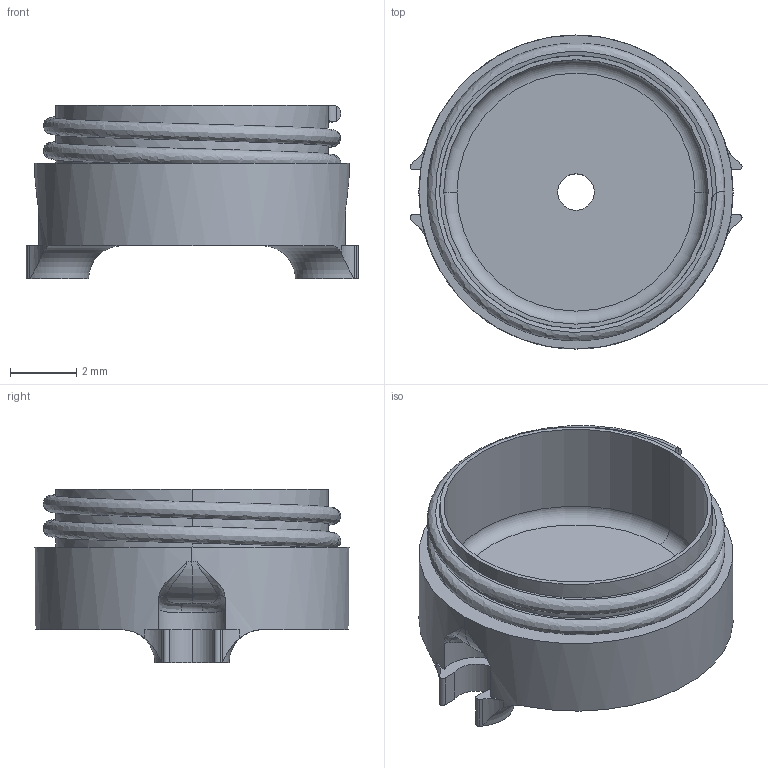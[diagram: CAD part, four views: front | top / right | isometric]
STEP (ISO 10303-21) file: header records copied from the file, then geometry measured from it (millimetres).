
FILE_DESCRIPTION (( 'STEP AP214' ), '1' );
FILE_NAME ('ball_vlave_fixed_pt1_with stator_pt2.STEP', '2017-04-29T19:21:57', ( '' ), ( '' ), 'SwSTEP 2.0', 'SolidWorks 2015', '' );
FILE_SCHEMA (( 'AUTOMOTIVE_DESIGN' ));
Length unit declared in the file: millimetre
Products named in the file (1): ball_vlave_fixed_pt1_with stator_pt2
Bounding box: 10.04 x 9.5 x 5.25 mm (x, y, z)
Volume: 115.3 mm3; surface area: 393.8 mm2
Topology: 1 solids, 1 shells, 71 faces, 188 edges, 121 vertices
Faces by surface type: cylinder 33, plane 16, torus 11, bspline 11
Entity records: 3600 total; most frequent: CARTESIAN_POINT 1873, ORIENTED_EDGE 376, DIRECTION 346, EDGE_CURVE 188, AXIS2_PLACEMENT_3D 147, VERTEX_POINT 121, CIRCLE 86, EDGE_LOOP 75
